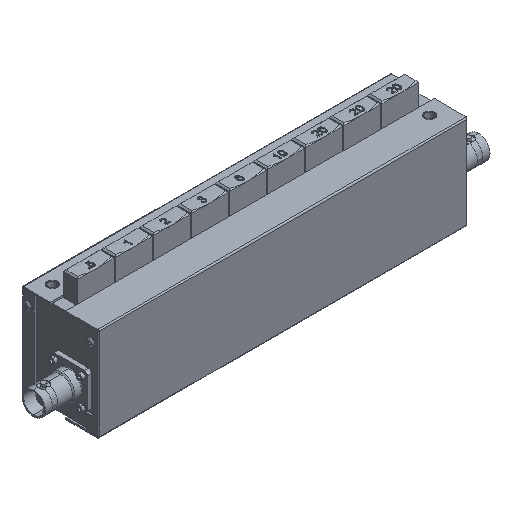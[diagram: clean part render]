
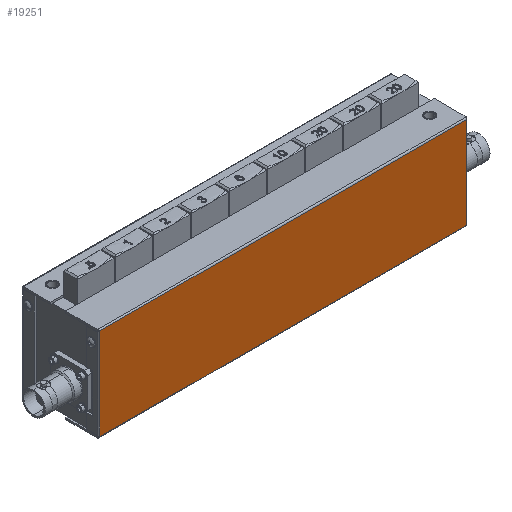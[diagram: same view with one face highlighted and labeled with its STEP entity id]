
A CAD part, isometric view. The second image highlights one B-rep face of the part: STEP entity #19251.
In plain terms, the highlighted planar face has unit normal (0, -1, 0).
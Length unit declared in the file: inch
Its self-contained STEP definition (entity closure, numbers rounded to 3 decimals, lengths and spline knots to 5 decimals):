
#1905 = DIRECTION ( 'NONE',  ( 0., 0., -1. ) ) ;
#2053 = CARTESIAN_POINT ( 'NONE',  ( -2.98, -0.625, -0.7655 ) ) ;
#2519 = CARTESIAN_POINT ( 'NONE',  ( 2.98, -0.625, 0.7355 ) ) ;
#2796 = CARTESIAN_POINT ( 'NONE',  ( 2.98, -0.625, 0.7355 ) ) ;
#3005 = CARTESIAN_POINT ( 'NONE',  ( -2.98, -0.625, -0.7455 ) ) ;
#3730 = EDGE_CURVE ( 'NONE', #39305, #19893, #36799, .T. ) ;
#4364 = DIRECTION ( 'NONE',  ( 0., 0., -1. ) ) ;
#4498 = LINE ( 'NONE', #35878, #33941 ) ;
#4879 = EDGE_CURVE ( 'NONE', #6812, #24826, #20167, .T. ) ;
#5061 = ORIENTED_EDGE ( 'NONE', *, *, #16413, .T. ) ;
#5894 = VECTOR ( 'NONE', #4364, 39.37008 ) ;
#6812 = VERTEX_POINT ( 'NONE', #2519 ) ;
#8235 = CARTESIAN_POINT ( 'NONE',  ( -2.98, -0.625, 0.7355 ) ) ;
#8573 = EDGE_CURVE ( 'NONE', #29946, #22814, #4498, .T. ) ;
#8758 = VECTOR ( 'NONE', #30246, 39.37008 ) ;
#9182 = VECTOR ( 'NONE', #30190, 39.37008 ) ;
#9209 = ORIENTED_EDGE ( 'NONE', *, *, #3730, .T. ) ;
#9584 = DIRECTION ( 'NONE',  ( 0., 0., 1. ) ) ;
#10834 = LINE ( 'NONE', #39975, #8758 ) ;
#11942 = DIRECTION ( 'NONE',  ( 0., -1., 0. ) ) ;
#12733 = CARTESIAN_POINT ( 'NONE',  ( 2.98, -0.625, -0.7455 ) ) ;
#13491 = ORIENTED_EDGE ( 'NONE', *, *, #25389, .T. ) ;
#13493 = CARTESIAN_POINT ( 'NONE',  ( 2.98, -0.625, 0.7655 ) ) ;
#15267 = CARTESIAN_POINT ( 'NONE',  ( 2.98, -0.625, -0.7355 ) ) ;
#15441 = FACE_OUTER_BOUND ( 'NONE', #28546, .T. ) ;
#16413 = EDGE_CURVE ( 'NONE', #22814, #39305, #30117, .T. ) ;
#18328 = PLANE ( 'NONE',  #35868 ) ;
#19251 = ADVANCED_FACE ( 'NONE', ( #15441 ), #18328, .T. ) ;
#19893 = VERTEX_POINT ( 'NONE', #12733 ) ;
#20167 = LINE ( 'NONE', #13493, #31042 ) ;
#20352 = CARTESIAN_POINT ( 'NONE',  ( 2.98, -0.625, -0.7355 ) ) ;
#20943 = CARTESIAN_POINT ( 'NONE',  ( -2.98, -0.625, 0.7455 ) ) ;
#22043 = EDGE_CURVE ( 'NONE', #19893, #33907, #27288, .T. ) ;
#22731 = DIRECTION ( 'NONE',  ( 0., 0., -1. ) ) ;
#22814 = VERTEX_POINT ( 'NONE', #26296 ) ;
#23796 = ORIENTED_EDGE ( 'NONE', *, *, #30030, .T. ) ;
#23975 = LINE ( 'NONE', #2796, #39544 ) ;
#24433 = ORIENTED_EDGE ( 'NONE', *, *, #35598, .T. ) ;
#24826 = VERTEX_POINT ( 'NONE', #35171 ) ;
#25389 = EDGE_CURVE ( 'NONE', #33907, #6812, #23975, .T. ) ;
#26296 = CARTESIAN_POINT ( 'NONE',  ( -2.98, -0.625, -0.7355 ) ) ;
#27288 = LINE ( 'NONE', #20352, #9182 ) ;
#27425 = CARTESIAN_POINT ( 'NONE',  ( 3., -0.625, -0.7455 ) ) ;
#27876 = CARTESIAN_POINT ( 'NONE',  ( 0., -0.625, 0. ) ) ;
#27980 = VECTOR ( 'NONE', #34621, 39.37008 ) ;
#28546 = EDGE_LOOP ( 'NONE', ( #30191, #13491, #39362, #23796, #24433, #39805, #5061, #9209 ) ) ;
#29127 = VERTEX_POINT ( 'NONE', #20943 ) ;
#29946 = VERTEX_POINT ( 'NONE', #36761 ) ;
#30030 = EDGE_CURVE ( 'NONE', #24826, #29127, #10834, .T. ) ;
#30117 = LINE ( 'NONE', #2053, #38450 ) ;
#30190 = DIRECTION ( 'NONE',  ( 0., 0., 1. ) ) ;
#30191 = ORIENTED_EDGE ( 'NONE', *, *, #22043, .T. ) ;
#30246 = DIRECTION ( 'NONE',  ( -1., 0., 0. ) ) ;
#31042 = VECTOR ( 'NONE', #39731, 39.37008 ) ;
#33907 = VERTEX_POINT ( 'NONE', #15267 ) ;
#33941 = VECTOR ( 'NONE', #22731, 39.37008 ) ;
#34621 = DIRECTION ( 'NONE',  ( 1., 0., 0. ) ) ;
#35171 = CARTESIAN_POINT ( 'NONE',  ( 2.98, -0.625, 0.7455 ) ) ;
#35598 = EDGE_CURVE ( 'NONE', #29127, #29946, #41127, .T. ) ;
#35868 = AXIS2_PLACEMENT_3D ( 'NONE', #27876, #11942, #41668 ) ;
#35878 = CARTESIAN_POINT ( 'NONE',  ( -2.98, -0.625, -0.7355 ) ) ;
#36761 = CARTESIAN_POINT ( 'NONE',  ( -2.98, -0.625, 0.7355 ) ) ;
#36799 = LINE ( 'NONE', #27425, #27980 ) ;
#38450 = VECTOR ( 'NONE', #1905, 39.37008 ) ;
#39305 = VERTEX_POINT ( 'NONE', #3005 ) ;
#39362 = ORIENTED_EDGE ( 'NONE', *, *, #4879, .T. ) ;
#39544 = VECTOR ( 'NONE', #9584, 39.37008 ) ;
#39731 = DIRECTION ( 'NONE',  ( 0., 0., 1. ) ) ;
#39805 = ORIENTED_EDGE ( 'NONE', *, *, #8573, .T. ) ;
#39975 = CARTESIAN_POINT ( 'NONE',  ( -3., -0.625, 0.7455 ) ) ;
#41127 = LINE ( 'NONE', #8235, #5894 ) ;
#41668 = DIRECTION ( 'NONE',  ( 0., 0., -1. ) ) ;
